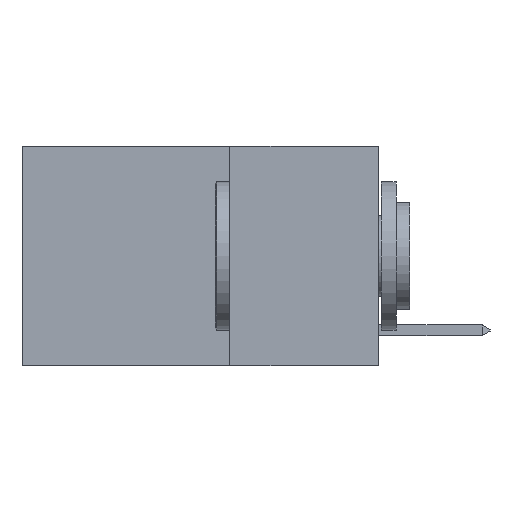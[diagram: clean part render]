
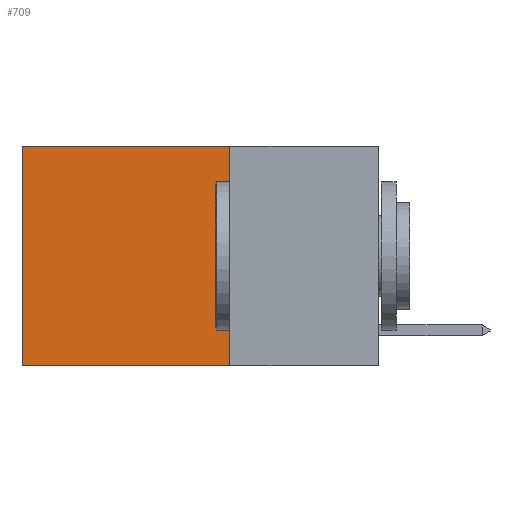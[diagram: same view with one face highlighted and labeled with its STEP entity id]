
A CAD part, left-side view. The second image highlights one B-rep face of the part: STEP entity #709.
In plain terms, the highlighted planar face has unit normal (-1, 0, 0).
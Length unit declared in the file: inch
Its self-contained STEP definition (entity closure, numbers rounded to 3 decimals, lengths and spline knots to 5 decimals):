
#170 = EDGE_CURVE ( 'NONE', #8649, #9777, #7466, .T. ) ;
#362 = ORIENTED_EDGE ( 'NONE', *, *, #8881, .F. ) ;
#709 = ADVANCED_FACE ( 'NONE', ( #6525 ), #9799, .F. ) ;
#811 = DIRECTION ( 'NONE',  ( 0., 0., -1. ) ) ;
#1137 = CARTESIAN_POINT ( 'NONE',  ( 0.2625, 0.6, -0.37 ) ) ;
#1677 = VECTOR ( 'NONE', #1768, 39.37008 ) ;
#1680 = VERTEX_POINT ( 'NONE', #1137 ) ;
#1768 = DIRECTION ( 'NONE',  ( 0., 0., -1. ) ) ;
#2174 = VERTEX_POINT ( 'NONE', #2357 ) ;
#2357 = CARTESIAN_POINT ( 'NONE',  ( 0.2625, 0.25, -0.37 ) ) ;
#2751 = EDGE_CURVE ( 'NONE', #2174, #1680, #4468, .T. ) ;
#3244 = DIRECTION ( 'NONE',  ( 0., 1., 0. ) ) ;
#3673 = DIRECTION ( 'NONE',  ( 0., 0., -1. ) ) ;
#3871 = ORIENTED_EDGE ( 'NONE', *, *, #4501, .T. ) ;
#4058 = DIRECTION ( 'NONE',  ( 0., 1., 0. ) ) ;
#4070 = CARTESIAN_POINT ( 'NONE',  ( 0.2625, 0.25, 0. ) ) ;
#4090 = CARTESIAN_POINT ( 'NONE',  ( 0.2625, 0.25, -0.37 ) ) ;
#4468 = LINE ( 'NONE', #4090, #6460 ) ;
#4501 = EDGE_CURVE ( 'NONE', #9777, #1680, #9116, .T. ) ;
#6460 = VECTOR ( 'NONE', #4058, 39.37008 ) ;
#6525 = FACE_OUTER_BOUND ( 'NONE', #9798, .T. ) ;
#6548 = CARTESIAN_POINT ( 'NONE',  ( 0.2625, 0.25, 0. ) ) ;
#6562 = AXIS2_PLACEMENT_3D ( 'NONE', #6548, #7837, #3673 ) ;
#6574 = CARTESIAN_POINT ( 'NONE',  ( 0.2625, 0.25, 0. ) ) ;
#6717 = CARTESIAN_POINT ( 'NONE',  ( 0.2625, 0.25, 0. ) ) ;
#6940 = CARTESIAN_POINT ( 'NONE',  ( 0.2625, 0.6, 0. ) ) ;
#7359 = VECTOR ( 'NONE', #811, 39.37008 ) ;
#7466 = LINE ( 'NONE', #6574, #7684 ) ;
#7517 = ORIENTED_EDGE ( 'NONE', *, *, #2751, .F. ) ;
#7684 = VECTOR ( 'NONE', #3244, 39.37008 ) ;
#7837 = DIRECTION ( 'NONE',  ( 1., 0., 0. ) ) ;
#8397 = CARTESIAN_POINT ( 'NONE',  ( 0.2625, 0.6, 0. ) ) ;
#8649 = VERTEX_POINT ( 'NONE', #6717 ) ;
#8881 = EDGE_CURVE ( 'NONE', #8649, #2174, #9275, .T. ) ;
#9044 = ORIENTED_EDGE ( 'NONE', *, *, #170, .T. ) ;
#9116 = LINE ( 'NONE', #8397, #7359 ) ;
#9275 = LINE ( 'NONE', #4070, #1677 ) ;
#9777 = VERTEX_POINT ( 'NONE', #6940 ) ;
#9798 = EDGE_LOOP ( 'NONE', ( #3871, #7517, #362, #9044 ) ) ;
#9799 = PLANE ( 'NONE',  #6562 ) ;
